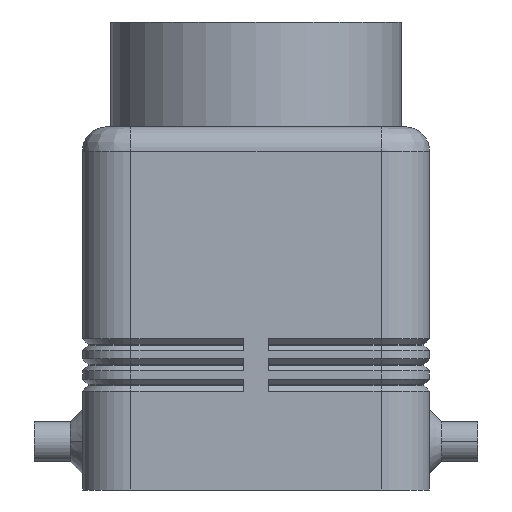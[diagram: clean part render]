
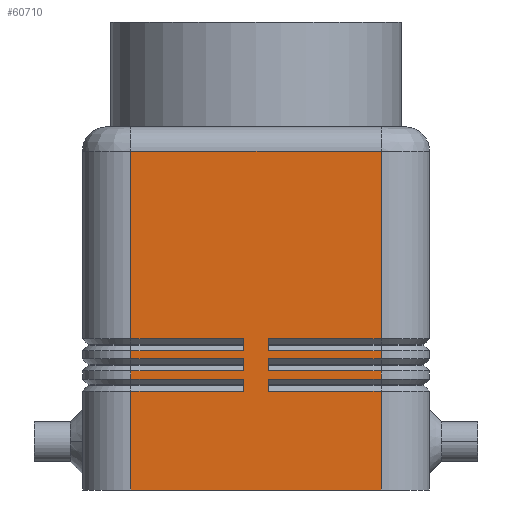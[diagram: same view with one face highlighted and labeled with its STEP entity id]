
A CAD part, left-side view. The second image highlights one B-rep face of the part: STEP entity #60710.
In plain terms, the highlighted planar face has unit normal (-1, 0, 0).
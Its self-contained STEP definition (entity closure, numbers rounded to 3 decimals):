
#1340=CARTESIAN_POINT('',(-46.75,-15.5,13.75));
#1350=VERTEX_POINT('',#1340);
#1720=CARTESIAN_POINT('',(-46.75,-15.5,12.25));
#1730=DIRECTION('',(0.,0.,-1.));
#1740=VECTOR('',#1730,12.25);
#1750=LINE('',#1720,#1740);
#1760=CARTESIAN_POINT('',(-46.75,-15.5,12.25));
#1770=VERTEX_POINT('',#1760);
#1780=CARTESIAN_POINT('',(-46.75,-15.5,0.));
#1790=VERTEX_POINT('',#1780);
#1800=EDGE_CURVE('',#1770,#1790,#1750,.T.);
#3560=CARTESIAN_POINT('',(-46.75,-15.5,16.25));
#3570=VERTEX_POINT('',#3560);
#3940=CARTESIAN_POINT('',(-46.75,-15.5,14.75));
#3950=DIRECTION('',(0.,0.,-1.));
#3960=VECTOR('',#3950,1.);
#3970=LINE('',#3940,#3960);
#3980=CARTESIAN_POINT('',(-46.75,-15.5,14.75));
#3990=VERTEX_POINT('',#3980);
#4000=EDGE_CURVE('',#3990,#1350,#3970,.T.);
#5120=CARTESIAN_POINT('',(-46.75,-15.5,42.));
#5130=DIRECTION('',(0.,0.,-1.));
#5140=VECTOR('',#5130,23.25);
#5150=LINE('',#5120,#5140);
#5160=CARTESIAN_POINT('',(-46.75,-15.5,42.));
#5170=VERTEX_POINT('',#5160);
#5180=CARTESIAN_POINT('',(-46.75,-15.5,18.75));
#5190=VERTEX_POINT('',#5180);
#5200=EDGE_CURVE('',#5170,#5190,#5150,.T.);
#6280=CARTESIAN_POINT('',(-46.75,-15.5,17.25));
#6290=DIRECTION('',(0.,0.,-1.));
#6300=VECTOR('',#6290,1.);
#6310=LINE('',#6280,#6300);
#6320=CARTESIAN_POINT('',(-46.75,-15.5,17.25));
#6330=VERTEX_POINT('',#6320);
#6340=EDGE_CURVE('',#6330,#3570,#6310,.T.);
#7710=CARTESIAN_POINT('',(-46.75,15.5,13.75));
#7720=VERTEX_POINT('',#7710);
#8820=CARTESIAN_POINT('',(-46.75,15.5,0.));
#8830=DIRECTION('',(0.,0.,1.));
#8840=VECTOR('',#8830,12.25);
#8850=LINE('',#8820,#8840);
#8860=CARTESIAN_POINT('',(-46.75,15.5,0.));
#8870=VERTEX_POINT('',#8860);
#8880=CARTESIAN_POINT('',(-46.75,15.5,12.25));
#8890=VERTEX_POINT('',#8880);
#8900=EDGE_CURVE('',#8870,#8890,#8850,.T.);
#10620=CARTESIAN_POINT('',(-46.75,15.5,16.25));
#10630=DIRECTION('',(0.,0.,1.));
#10640=VECTOR('',#10630,1.);
#10650=LINE('',#10620,#10640);
#10660=CARTESIAN_POINT('',(-46.75,15.5,16.25));
#10670=VERTEX_POINT('',#10660);
#10680=CARTESIAN_POINT('',(-46.75,15.5,17.25));
#10690=VERTEX_POINT('',#10680);
#10700=EDGE_CURVE('',#10670,#10690,#10650,.T.);
#11040=CARTESIAN_POINT('',(-46.75,15.5,18.75));
#11050=DIRECTION('',(0.,0.,1.));
#11060=VECTOR('',#11050,23.25);
#11070=LINE('',#11040,#11060);
#11080=CARTESIAN_POINT('',(-46.75,15.5,18.75));
#11090=VERTEX_POINT('',#11080);
#11100=CARTESIAN_POINT('',(-46.75,15.5,42.));
#11110=VERTEX_POINT('',#11100);
#11120=EDGE_CURVE('',#11090,#11110,#11070,.T.);
#12100=CARTESIAN_POINT('',(-46.75,15.5,13.75));
#12110=DIRECTION('',(0.,0.,1.));
#12120=VECTOR('',#12110,1.);
#12130=LINE('',#12100,#12120);
#12140=CARTESIAN_POINT('',(-46.75,15.5,14.75));
#12150=VERTEX_POINT('',#12140);
#12160=EDGE_CURVE('',#7720,#12150,#12130,.T.);
#21970=CARTESIAN_POINT('',(-46.75,15.5,42.));
#21980=DIRECTION('',(0.,-1.,0.));
#21990=VECTOR('',#21980,31.);
#22000=LINE('',#21970,#21990);
#22010=EDGE_CURVE('',#11110,#5170,#22000,.T.);
#43820=CARTESIAN_POINT('',(-46.75,-1.5,14.75));
#43830=VERTEX_POINT('',#43820);
#43880=CARTESIAN_POINT('',(-46.75,-1.5,16.25));
#43890=DIRECTION('',(0.,0.,-1.));
#43900=VECTOR('',#43890,1.5);
#43910=LINE('',#43880,#43900);
#43920=CARTESIAN_POINT('',(-46.75,-1.5,16.25));
#43930=VERTEX_POINT('',#43920);
#43940=EDGE_CURVE('',#43930,#43830,#43910,.T.);
#47570=CARTESIAN_POINT('',(-46.75,-15.5,0.));
#47580=DIRECTION('',(0.,1.,0.));
#47590=VECTOR('',#47580,31.);
#47600=LINE('',#47570,#47590);
#47610=EDGE_CURVE('',#1790,#8870,#47600,.T.);
#50820=CARTESIAN_POINT('',(-46.75,-1.5,12.25));
#50830=VERTEX_POINT('',#50820);
#50880=CARTESIAN_POINT('',(-46.75,-1.5,13.75));
#50890=DIRECTION('',(0.,0.,-1.));
#50900=VECTOR('',#50890,1.5);
#50910=LINE('',#50880,#50900);
#50920=CARTESIAN_POINT('',(-46.75,-1.5,13.75));
#50930=VERTEX_POINT('',#50920);
#50940=EDGE_CURVE('',#50930,#50830,#50910,.T.);
#56500=CARTESIAN_POINT('',(-46.75,1.5,17.25));
#56510=VERTEX_POINT('',#56500);
#56540=CARTESIAN_POINT('',(-46.75,15.5,17.25));
#56550=DIRECTION('',(0.,-1.,0.));
#56560=VECTOR('',#56550,14.);
#56570=LINE('',#56540,#56560);
#56580=EDGE_CURVE('',#10690,#56510,#56570,.T.);
#58120=CARTESIAN_POINT('',(-46.75,-1.5,12.25));
#58130=DIRECTION('',(0.,-1.,0.));
#58140=VECTOR('',#58130,14.);
#58150=LINE('',#58120,#58140);
#58160=EDGE_CURVE('',#50830,#1770,#58150,.T.);
#58340=CARTESIAN_POINT('',(-46.75,1.5,18.75));
#58350=DIRECTION('',(0.,1.,0.));
#58360=VECTOR('',#58350,14.);
#58370=LINE('',#58340,#58360);
#58380=CARTESIAN_POINT('',(-46.75,1.5,18.75));
#58390=VERTEX_POINT('',#58380);
#58400=EDGE_CURVE('',#58390,#11090,#58370,.T.);
#58890=CARTESIAN_POINT('',(-46.75,1.5,14.75));
#58900=VERTEX_POINT('',#58890);
#58930=CARTESIAN_POINT('',(-46.75,15.5,14.75));
#58940=DIRECTION('',(0.,-1.,0.));
#58950=VECTOR('',#58940,14.);
#58960=LINE('',#58930,#58950);
#58970=EDGE_CURVE('',#12150,#58900,#58960,.T.);
#59660=CARTESIAN_POINT('',(-46.75,0.,45.));
#59670=DIRECTION('',(-1.,0.,0.));
#59680=DIRECTION('',(0.,0.,1.));
#59690=AXIS2_PLACEMENT_3D('',#59660,#59670,#59680);
#59700=PLANE('',#59690);
#59710=ORIENTED_EDGE('',*,*,#5200,.F.);
#59720=CARTESIAN_POINT('',(-46.75,-15.5,18.75));
#59730=DIRECTION('',(0.,1.,0.));
#59740=VECTOR('',#59730,14.);
#59750=LINE('',#59720,#59740);
#59760=CARTESIAN_POINT('',(-46.75,-1.5,18.75));
#59770=VERTEX_POINT('',#59760);
#59780=EDGE_CURVE('',#5190,#59770,#59750,.T.);
#59790=ORIENTED_EDGE('',*,*,#59780,.F.);
#59800=CARTESIAN_POINT('',(-46.75,-1.5,18.75));
#59810=DIRECTION('',(0.,0.,-1.));
#59820=VECTOR('',#59810,1.5);
#59830=LINE('',#59800,#59820);
#59840=CARTESIAN_POINT('',(-46.75,-1.5,17.25));
#59850=VERTEX_POINT('',#59840);
#59860=EDGE_CURVE('',#59770,#59850,#59830,.T.);
#59870=ORIENTED_EDGE('',*,*,#59860,.F.);
#59880=CARTESIAN_POINT('',(-46.75,-1.5,17.25));
#59890=DIRECTION('',(0.,-1.,0.));
#59900=VECTOR('',#59890,14.);
#59910=LINE('',#59880,#59900);
#59920=EDGE_CURVE('',#59850,#6330,#59910,.T.);
#59930=ORIENTED_EDGE('',*,*,#59920,.F.);
#59940=ORIENTED_EDGE('',*,*,#6340,.F.);
#59950=CARTESIAN_POINT('',(-46.75,-15.5,16.25));
#59960=DIRECTION('',(0.,1.,0.));
#59970=VECTOR('',#59960,14.);
#59980=LINE('',#59950,#59970);
#59990=EDGE_CURVE('',#3570,#43930,#59980,.T.);
#60000=ORIENTED_EDGE('',*,*,#59990,.F.);
#60010=ORIENTED_EDGE('',*,*,#43940,.F.);
#60020=CARTESIAN_POINT('',(-46.75,-1.5,14.75));
#60030=DIRECTION('',(0.,-1.,0.));
#60040=VECTOR('',#60030,14.);
#60050=LINE('',#60020,#60040);
#60060=EDGE_CURVE('',#43830,#3990,#60050,.T.);
#60070=ORIENTED_EDGE('',*,*,#60060,.F.);
#60080=ORIENTED_EDGE('',*,*,#4000,.F.);
#60090=CARTESIAN_POINT('',(-46.75,-15.5,13.75));
#60100=DIRECTION('',(0.,1.,0.));
#60110=VECTOR('',#60100,14.);
#60120=LINE('',#60090,#60110);
#60130=EDGE_CURVE('',#1350,#50930,#60120,.T.);
#60140=ORIENTED_EDGE('',*,*,#60130,.F.);
#60150=ORIENTED_EDGE('',*,*,#50940,.F.);
#60160=ORIENTED_EDGE('',*,*,#58160,.F.);
#60170=ORIENTED_EDGE('',*,*,#1800,.F.);
#60180=ORIENTED_EDGE('',*,*,#47610,.F.);
#60190=ORIENTED_EDGE('',*,*,#8900,.F.);
#60200=CARTESIAN_POINT('',(-46.75,15.5,12.25));
#60210=DIRECTION('',(0.,-1.,0.));
#60220=VECTOR('',#60210,14.);
#60230=LINE('',#60200,#60220);
#60240=CARTESIAN_POINT('',(-46.75,1.5,12.25));
#60250=VERTEX_POINT('',#60240);
#60260=EDGE_CURVE('',#8890,#60250,#60230,.T.);
#60270=ORIENTED_EDGE('',*,*,#60260,.F.);
#60280=CARTESIAN_POINT('',(-46.75,1.5,12.25));
#60290=DIRECTION('',(0.,0.,1.));
#60300=VECTOR('',#60290,1.5);
#60310=LINE('',#60280,#60300);
#60320=CARTESIAN_POINT('',(-46.75,1.5,13.75));
#60330=VERTEX_POINT('',#60320);
#60340=EDGE_CURVE('',#60250,#60330,#60310,.T.);
#60350=ORIENTED_EDGE('',*,*,#60340,.F.);
#60360=CARTESIAN_POINT('',(-46.75,1.5,13.75));
#60370=DIRECTION('',(0.,1.,0.));
#60380=VECTOR('',#60370,14.);
#60390=LINE('',#60360,#60380);
#60400=EDGE_CURVE('',#60330,#7720,#60390,.T.);
#60410=ORIENTED_EDGE('',*,*,#60400,.F.);
#60420=ORIENTED_EDGE('',*,*,#12160,.F.);
#60430=ORIENTED_EDGE('',*,*,#58970,.F.);
#60440=CARTESIAN_POINT('',(-46.75,1.5,14.75));
#60450=DIRECTION('',(0.,0.,1.));
#60460=VECTOR('',#60450,1.5);
#60470=LINE('',#60440,#60460);
#60480=CARTESIAN_POINT('',(-46.75,1.5,16.25));
#60490=VERTEX_POINT('',#60480);
#60500=EDGE_CURVE('',#58900,#60490,#60470,.T.);
#60510=ORIENTED_EDGE('',*,*,#60500,.F.);
#60520=CARTESIAN_POINT('',(-46.75,1.5,16.25));
#60530=DIRECTION('',(0.,1.,0.));
#60540=VECTOR('',#60530,14.);
#60550=LINE('',#60520,#60540);
#60560=EDGE_CURVE('',#60490,#10670,#60550,.T.);
#60570=ORIENTED_EDGE('',*,*,#60560,.F.);
#60580=ORIENTED_EDGE('',*,*,#10700,.F.);
#60590=ORIENTED_EDGE('',*,*,#56580,.F.);
#60600=CARTESIAN_POINT('',(-46.75,1.5,17.25));
#60610=DIRECTION('',(0.,0.,1.));
#60620=VECTOR('',#60610,1.5);
#60630=LINE('',#60600,#60620);
#60640=EDGE_CURVE('',#56510,#58390,#60630,.T.);
#60650=ORIENTED_EDGE('',*,*,#60640,.F.);
#60660=ORIENTED_EDGE('',*,*,#58400,.F.);
#60670=ORIENTED_EDGE('',*,*,#11120,.F.);
#60680=ORIENTED_EDGE('',*,*,#22010,.F.);
#60690=EDGE_LOOP('',(#60680,#60670,#60660,#60650,#60590,#60580,#60570,
#60510,#60430,#60420,#60410,#60350,#60270,#60190,#60180,#60170,#60160,
#60150,#60140,#60080,#60070,#60010,#60000,#59940,#59930,#59870,#59790,
#59710));
#60700=FACE_OUTER_BOUND('',#60690,.T.);
#60710=ADVANCED_FACE('',(#60700),#59700,.T.);
